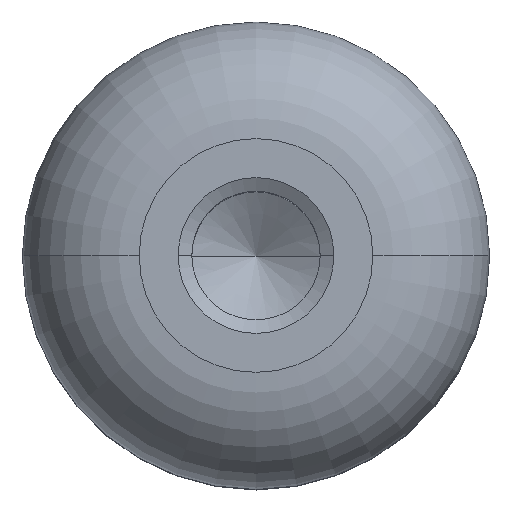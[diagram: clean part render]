
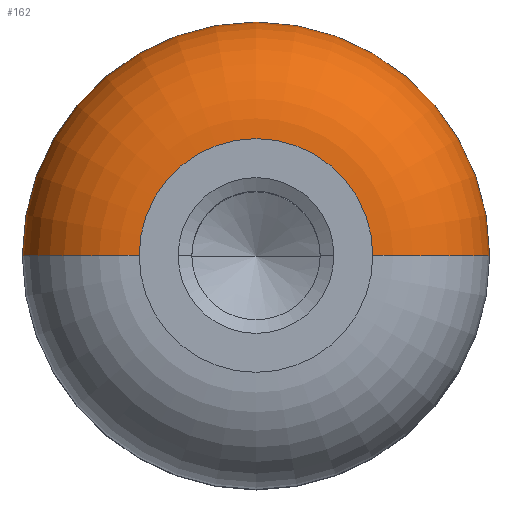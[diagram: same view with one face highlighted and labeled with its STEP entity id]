
A CAD part, top view. The second image highlights one B-rep face of the part: STEP entity #162.
In plain terms, the highlighted toroidal (fillet/blend) face has major radius 3 mm and minor radius 3 mm.
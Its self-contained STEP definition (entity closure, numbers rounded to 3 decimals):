
#140=EDGE_CURVE('',#180,#236,#384,.T.);
#146=VERTEX_POINT('',#390);
#162=ADVANCED_FACE('',(#407),#408,.T.);
#180=VERTEX_POINT('',#426);
#188=EDGE_CURVE('',#146,#180,#435,.T.);
#236=VERTEX_POINT('',#491);
#294=VERTEX_POINT('',#563);
#344=EDGE_CURVE('',#146,#294,#619,.T.);
#356=EDGE_CURVE('',#236,#294,#631,.T.);
#384=CIRCLE('',#651,6.);
#390=CARTESIAN_POINT('',(3.,0.,12.));
#407=FACE_OUTER_BOUND('',#684,.T.);
#408=TOROIDAL_SURFACE('',#685,3.,3.0);
#426=CARTESIAN_POINT('',(6.,0.,9.));
#435=CIRCLE('',#720,3.0);
#491=CARTESIAN_POINT('',(-6.,0.,9.));
#563=CARTESIAN_POINT('',(-3.,0.,12.));
#619=CIRCLE('',#947,3.);
#631=CIRCLE('',#964,3.0);
#651=AXIS2_PLACEMENT_3D('',#982,#983,#984);
#684=EDGE_LOOP('',(#1009,#1010,#1011,#1012));
#685=AXIS2_PLACEMENT_3D('',#1013,#1014,#1015);
#720=AXIS2_PLACEMENT_3D('',#1044,#1045,#1046);
#947=AXIS2_PLACEMENT_3D('',#1304,#1305,#1306);
#964=AXIS2_PLACEMENT_3D('',#1314,#1315,#1316);
#982=CARTESIAN_POINT('',(0.,0.,9.));
#983=DIRECTION('',(0.0,0.0,1.0));
#984=DIRECTION('',(-1.0,0.,0.0));
#1009=ORIENTED_EDGE('',*,*,#356,.T.);
#1010=ORIENTED_EDGE('',*,*,#344,.F.);
#1011=ORIENTED_EDGE('',*,*,#188,.T.);
#1012=ORIENTED_EDGE('',*,*,#140,.T.);
#1013=CARTESIAN_POINT('',(0.,0.,9.));
#1014=DIRECTION('',(0.0,0.0,1.0));
#1015=DIRECTION('',(-1.0,0.,0.0));
#1044=CARTESIAN_POINT('',(3.,0.,9.));
#1045=DIRECTION('',(0.,1.0,0.0));
#1046=DIRECTION('',(1.0,0.,0.0));
#1304=CARTESIAN_POINT('',(0.,0.,12.));
#1305=DIRECTION('',(0.0,0.0,1.0));
#1306=DIRECTION('',(-1.0,0.,0.0));
#1314=CARTESIAN_POINT('',(-3.,0.,9.));
#1315=DIRECTION('',(0.,1.0,-0.0));
#1316=DIRECTION('',(-1.0,0.,0.0));
